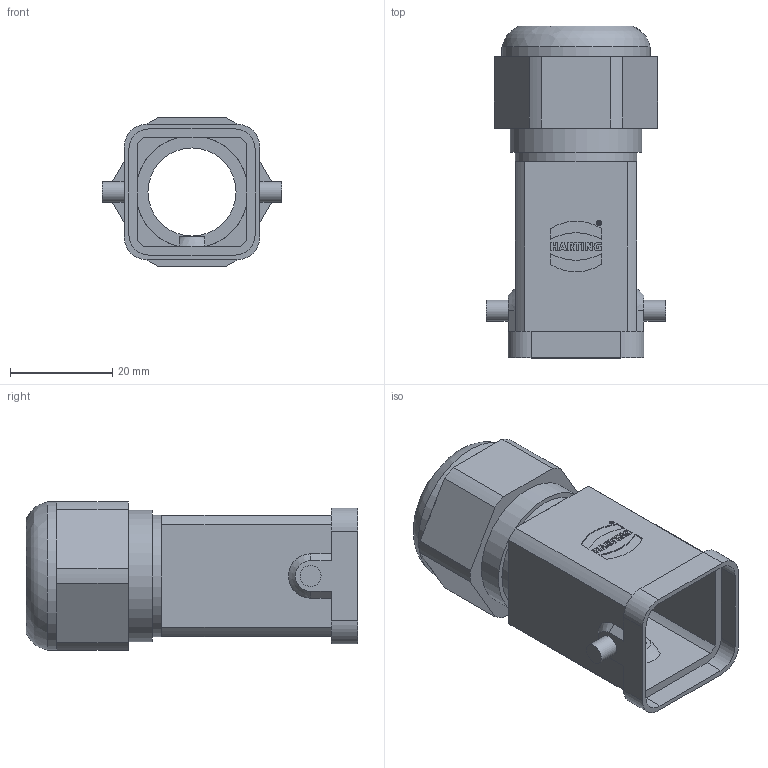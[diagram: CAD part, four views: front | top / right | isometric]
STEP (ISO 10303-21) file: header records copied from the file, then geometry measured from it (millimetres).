
FILE_DESCRIPTION(/* description */ (''),/* implementation_level */ '2;1');
FILE_NAME(/* name */ '100186259ugm000_b.stp',/* time_stamp */ '2017-10-25T15:56:50+02:00',/* author */ (''),/* organization */ (''),/* preprocessor_version */ 'ST-DEVELOPER v16',/* originating_system */ 'SIEMENS PLM Software NX 10.0',/* authorisation */ '');
FILE_SCHEMA (('AUTOMOTIVE_DESIGN { 1 0 10303 214 3 1 1 1 }'));
Length unit declared in the file: millimetre
Products named in the file (1): 100186259ugm000_b
Bounding box: 35.1 x 65 x 29 mm (x, y, z)
Volume: 15349.6 mm3; surface area: 12191.7 mm2
Topology: 1 solids, 1 shells, 197 faces, 504 edges, 334 vertices
Faces by surface type: plane 150, cylinder 33, bspline 10, cone 4
Full cylindrical faces by diameter (mm): 0.753 x1, 0.986 x1, 3.05 x1, 4.1 x2, 17.25 x1, 22.05 x1, 23.9 x1, 25.85 x1, 29 x1
Entity records: 7004 total; most frequent: CARTESIAN_POINT 1512, ORIENTED_EDGE 982, DIRECTION 941, EDGE_CURVE 491, LINE 379, VECTOR 379, VERTEX_POINT 329, AXIS2_PLACEMENT_3D 281
